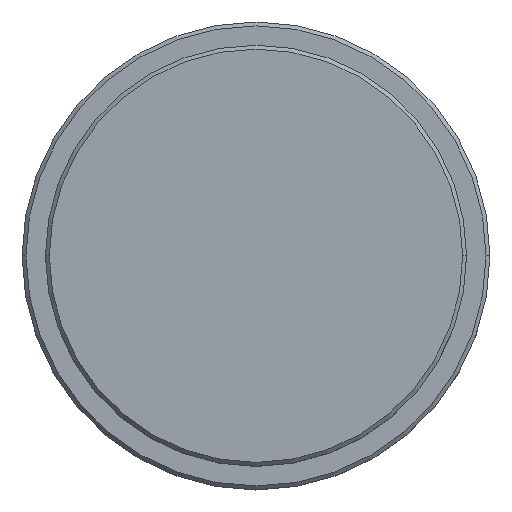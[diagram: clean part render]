
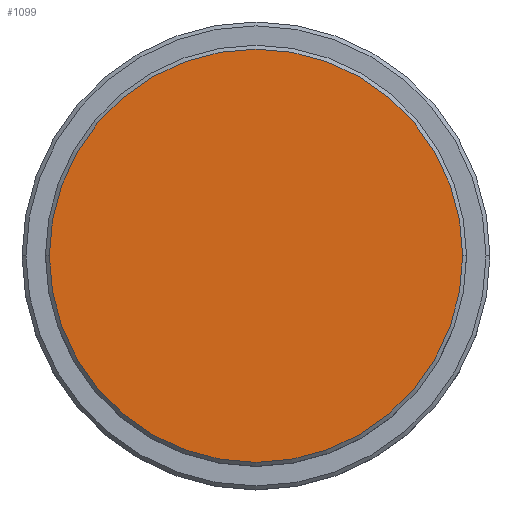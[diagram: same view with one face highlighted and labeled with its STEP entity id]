
A CAD part, top view. The second image highlights one B-rep face of the part: STEP entity #1099.
In plain terms, the highlighted planar face has unit normal (0, 0, 1).
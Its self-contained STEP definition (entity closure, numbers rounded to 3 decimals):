
#5 = PLANE ( 'NONE',  #660 ) ;
#15 = EDGE_LOOP ( 'NONE', ( #494, #304 ) ) ;
#29 = EDGE_CURVE ( 'NONE', #890, #825, #879, .T. ) ;
#38 = CIRCLE ( 'NONE', #317, 26.5 ) ;
#93 = EDGE_CURVE ( 'NONE', #825, #890, #38, .T. ) ;
#205 = DIRECTION ( 'NONE',  ( 1., 0., 0. ) ) ;
#304 = ORIENTED_EDGE ( 'NONE', *, *, #93, .T. ) ;
#317 = AXIS2_PLACEMENT_3D ( 'NONE', #1384, #832, #205 ) ;
#453 = AXIS2_PLACEMENT_3D ( 'NONE', #1375, #1064, #1043 ) ;
#467 = CARTESIAN_POINT ( 'NONE',  ( 0., 0., 0. ) ) ;
#494 = ORIENTED_EDGE ( 'NONE', *, *, #29, .T. ) ;
#650 = CARTESIAN_POINT ( 'NONE',  ( -26.5, 0., 0. ) ) ;
#660 = AXIS2_PLACEMENT_3D ( 'NONE', #467, #893, #1329 ) ;
#722 = CARTESIAN_POINT ( 'NONE',  ( 26.5, 0., 0. ) ) ;
#825 = VERTEX_POINT ( 'NONE', #722 ) ;
#832 = DIRECTION ( 'NONE',  ( 0., 0., 1. ) ) ;
#879 = CIRCLE ( 'NONE', #453, 26.5 ) ;
#890 = VERTEX_POINT ( 'NONE', #650 ) ;
#893 = DIRECTION ( 'NONE',  ( 0., 0., 1. ) ) ;
#1000 = FACE_OUTER_BOUND ( 'NONE', #15, .T. ) ;
#1043 = DIRECTION ( 'NONE',  ( 1., 0., 0. ) ) ;
#1064 = DIRECTION ( 'NONE',  ( 0., 0., 1. ) ) ;
#1099 = ADVANCED_FACE ( 'NONE', ( #1000 ), #5, .T. ) ;
#1329 = DIRECTION ( 'NONE',  ( 1., 0., 0. ) ) ;
#1375 = CARTESIAN_POINT ( 'NONE',  ( 0., 0., 0. ) ) ;
#1384 = CARTESIAN_POINT ( 'NONE',  ( 0., 0., 0. ) ) ;
